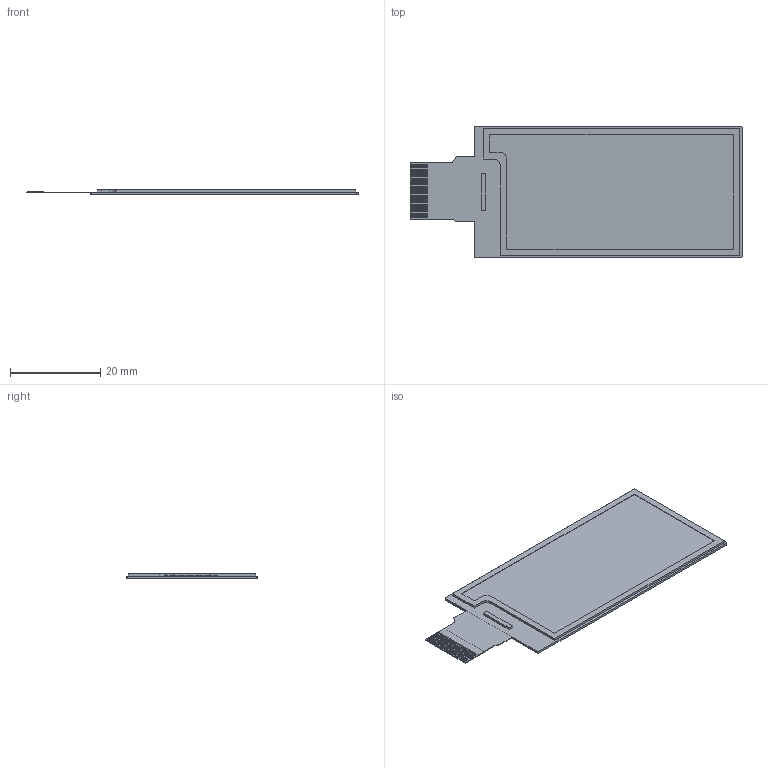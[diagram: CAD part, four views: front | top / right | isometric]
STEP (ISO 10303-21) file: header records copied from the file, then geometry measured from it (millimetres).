
FILE_DESCRIPTION(/* description */ ('','CAx-IF Rec.Pracs.---Representation and Presentation of Product Manufacturing Information (PMI)---4.0---2014-10-13'),/* implementation_level */ '2;1');
FILE_NAME(/* name */ 'waveshare 2.13inch e-paper.step',/* time_stamp */ '2025-01-04T00:47:42+01:00',/* author */ (''),/* organization */ (''),/* preprocessor_version */ 'ST-DEVELOPER v20',/* originating_system */ 'Autodesk Translation Framework v13.20.0.188',/* authorisation */ '');
FILE_SCHEMA (('AP242_MANAGED_MODEL_BASED_3D_ENGINEERING_MIM_LF { 1 0 10303 442 1 1 4 }'));
Length unit declared in the file: millimetre
Products named in the file (1): Waveshare 2.13" e-paper
Bounding box: 73.5 x 29.2 x 1 mm (x, y, z)
Volume: 1531.3 mm3; surface area: 4063 mm2
Topology: 1 solids, 1 shells, 161 faces, 396 edges, 264 vertices
Faces by surface type: plane 155, cylinder 6
Entity records: 4695 total; most frequent: CARTESIAN_POINT 822, ORIENTED_EDGE 792, DIRECTION 732, EDGE_CURVE 396, LINE 384, VECTOR 384, VERTEX_POINT 264, EDGE_LOOP 188
